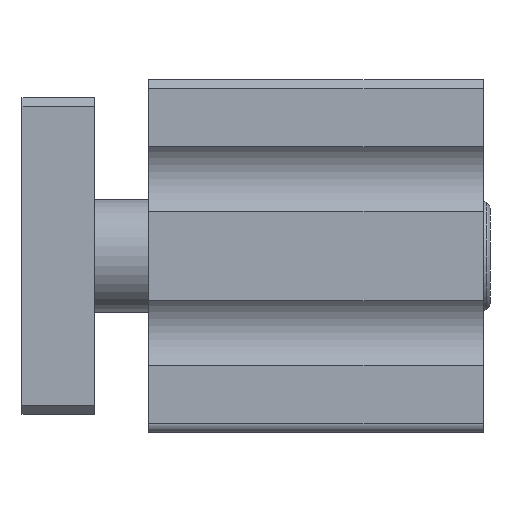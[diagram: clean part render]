
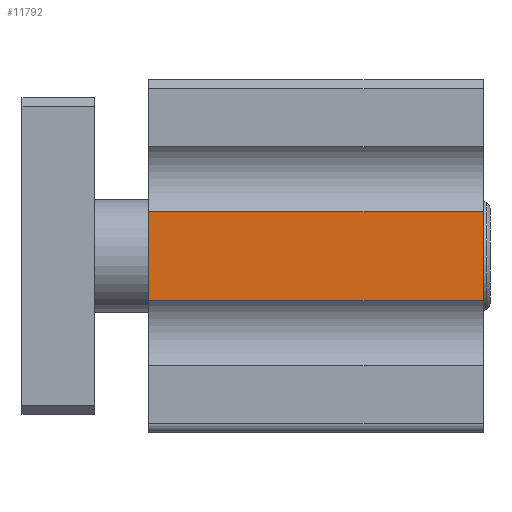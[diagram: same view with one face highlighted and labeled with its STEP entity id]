
A CAD part, front view. The second image highlights one B-rep face of the part: STEP entity #11792.
In plain terms, the highlighted planar face has unit normal (0, -1, 0).
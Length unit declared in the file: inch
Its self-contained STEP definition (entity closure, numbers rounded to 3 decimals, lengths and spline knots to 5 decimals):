
#115 = DIRECTION ( 'NONE',  ( 0., 1., 0. ) ) ;
#646 = EDGE_CURVE ( 'NONE', #13820, #11590, #6177, .T. ) ;
#942 = CARTESIAN_POINT ( 'NONE',  ( 2.91339, -3.18898, 0.38815 ) ) ;
#1115 = CARTESIAN_POINT ( 'NONE',  ( 2.91339, -3.18898, 0.38815 ) ) ;
#1289 = CARTESIAN_POINT ( 'NONE',  ( 0., -3.18898, 0.38815 ) ) ;
#1893 = ORIENTED_EDGE ( 'NONE', *, *, #646, .F. ) ;
#2262 = DIRECTION ( 'NONE',  ( 1., 0., 0. ) ) ;
#2517 = CARTESIAN_POINT ( 'NONE',  ( 2.91339, -3.18898, 0.38815 ) ) ;
#2611 = DIRECTION ( 'NONE',  ( -1., 0., 0. ) ) ;
#2762 = VERTEX_POINT ( 'NONE', #4718 ) ;
#2959 = EDGE_CURVE ( 'NONE', #13820, #13718, #12062, .T. ) ;
#3124 = FACE_OUTER_BOUND ( 'NONE', #5201, .T. ) ;
#3155 = CARTESIAN_POINT ( 'NONE',  ( 0., -3.18898, 0.38815 ) ) ;
#4509 = LINE ( 'NONE', #12376, #8312 ) ;
#4685 = CARTESIAN_POINT ( 'NONE',  ( 2.91339, -3.18898, -0.38815 ) ) ;
#4718 = CARTESIAN_POINT ( 'NONE',  ( 0., -3.18898, -0.38815 ) ) ;
#4897 = AXIS2_PLACEMENT_3D ( 'NONE', #1115, #115, #2262 ) ;
#5201 = EDGE_LOOP ( 'NONE', ( #6650, #6618, #1893, #6010 ) ) ;
#5627 = DIRECTION ( 'NONE',  ( 0., 0., -1. ) ) ;
#6010 = ORIENTED_EDGE ( 'NONE', *, *, #2959, .T. ) ;
#6099 = CARTESIAN_POINT ( 'NONE',  ( 2.91339, -3.18898, 0.38815 ) ) ;
#6177 = LINE ( 'NONE', #6099, #9151 ) ;
#6618 = ORIENTED_EDGE ( 'NONE', *, *, #8111, .F. ) ;
#6650 = ORIENTED_EDGE ( 'NONE', *, *, #13904, .T. ) ;
#7457 = PLANE ( 'NONE',  #4897 ) ;
#8111 = EDGE_CURVE ( 'NONE', #11590, #2762, #4509, .T. ) ;
#8312 = VECTOR ( 'NONE', #2611, 39.37008 ) ;
#8525 = VECTOR ( 'NONE', #8557, 39.37008 ) ;
#8557 = DIRECTION ( 'NONE',  ( -1., 0., 0. ) ) ;
#9123 = VECTOR ( 'NONE', #5627, 39.37008 ) ;
#9137 = LINE ( 'NONE', #1289, #9123 ) ;
#9151 = VECTOR ( 'NONE', #13637, 39.37008 ) ;
#11590 = VERTEX_POINT ( 'NONE', #4685 ) ;
#11792 = ADVANCED_FACE ( 'NONE', ( #3124 ), #7457, .F. ) ;
#12062 = LINE ( 'NONE', #942, #8525 ) ;
#12376 = CARTESIAN_POINT ( 'NONE',  ( 2.91339, -3.18898, -0.38815 ) ) ;
#13637 = DIRECTION ( 'NONE',  ( 0., 0., -1. ) ) ;
#13718 = VERTEX_POINT ( 'NONE', #3155 ) ;
#13820 = VERTEX_POINT ( 'NONE', #2517 ) ;
#13904 = EDGE_CURVE ( 'NONE', #13718, #2762, #9137, .T. ) ;
